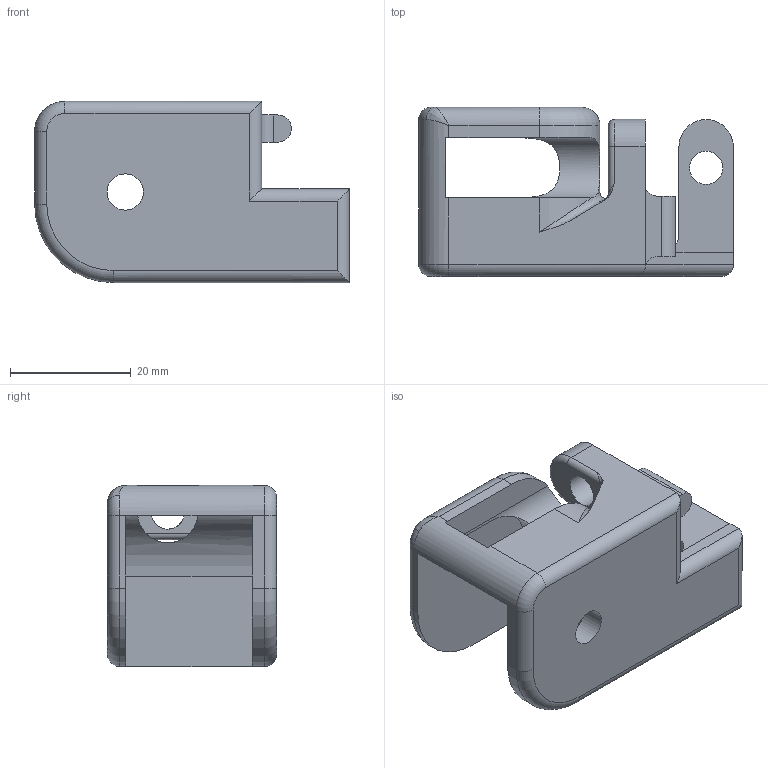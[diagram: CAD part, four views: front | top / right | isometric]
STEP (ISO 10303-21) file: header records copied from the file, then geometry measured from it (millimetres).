
FILE_DESCRIPTION(/* description */ (''),/* implementation_level */ '2;1');
FILE_NAME(/* name */ 'ATC_Pulley Holder_right v2.step',/* time_stamp */ '2021-03-20T18:58:50+01:00',/* author */ (''),/* organization */ (''),/* preprocessor_version */ 'ST-DEVELOPER v18.1',/* originating_system */ 'Autodesk Translation Framework v9.10.0.1330',/* authorisation */ '');
FILE_SCHEMA (('AUTOMOTIVE_DESIGN { 1 0 10303 214 3 1 1 }'));
Length unit declared in the file: millimetre
Products named in the file (1): ATC_Pulley Holder_right
Bounding box: 52.1 x 28 x 30 mm (x, y, z)
Volume: 14463.3 mm3; surface area: 8003.6 mm2
Topology: 1 solids, 1 shells, 96 faces, 257 edges, 159 vertices
Faces by surface type: cylinder 41, plane 37, torus 10, bspline 8
Full cylindrical faces by diameter (mm): 5.5 x2, 6 x2
Entity records: 3477 total; most frequent: CARTESIAN_POINT 1037, ORIENTED_EDGE 510, DIRECTION 500, EDGE_CURVE 255, AXIS2_PLACEMENT_3D 183, VERTEX_POINT 159, LINE 134, VECTOR 134
